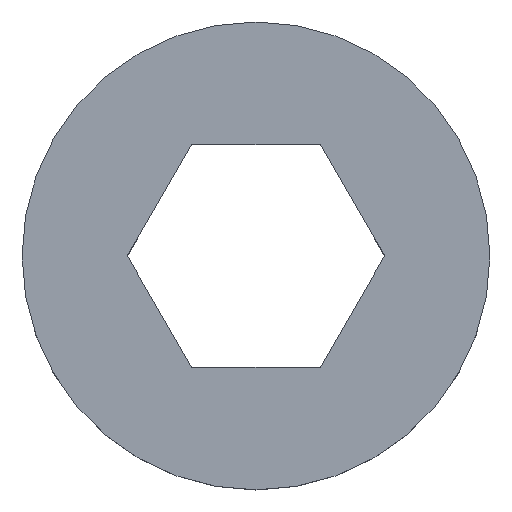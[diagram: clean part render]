
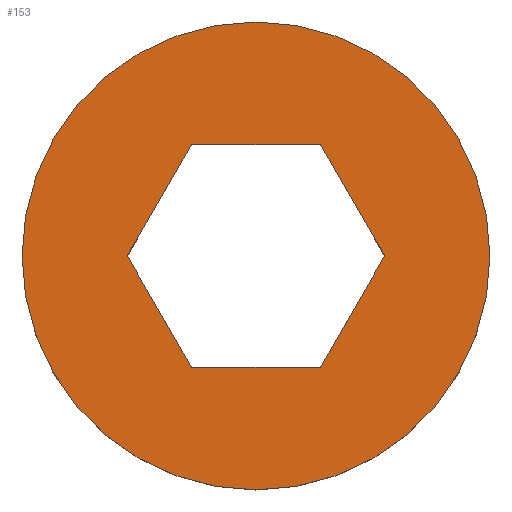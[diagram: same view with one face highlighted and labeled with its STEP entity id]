
A CAD part, top view. The second image highlights one B-rep face of the part: STEP entity #153.
In plain terms, the highlighted planar face has unit normal (0, 0, 1).
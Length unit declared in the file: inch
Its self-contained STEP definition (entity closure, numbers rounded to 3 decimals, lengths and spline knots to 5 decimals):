
#4 = CIRCLE ( 'NONE', #177, 0.3937 ) ;
#10 = VECTOR ( 'NONE', #204, 39.37008 ) ;
#17 = EDGE_CURVE ( 'NONE', #70, #216, #128, .T. ) ;
#22 = CARTESIAN_POINT ( 'NONE',  ( 0.10825, -0.1875, 0.125 ) ) ;
#31 = LINE ( 'NONE', #58, #290 ) ;
#32 = DIRECTION ( 'NONE',  ( -0.5, -0.866, 0. ) ) ;
#33 = VECTOR ( 'NONE', #152, 39.37008 ) ;
#39 = EDGE_CURVE ( 'NONE', #125, #114, #79, .T. ) ;
#41 = EDGE_CURVE ( 'NONE', #266, #70, #274, .T. ) ;
#43 = AXIS2_PLACEMENT_3D ( 'NONE', #64, #155, #255 ) ;
#48 = ORIENTED_EDGE ( 'NONE', *, *, #146, .F. ) ;
#50 = CARTESIAN_POINT ( 'NONE',  ( 0.10825, 0.1875, 0.125 ) ) ;
#53 = CARTESIAN_POINT ( 'NONE',  ( 0.10825, -0.1875, 0.125 ) ) ;
#54 = EDGE_CURVE ( 'NONE', #271, #266, #31, .T. ) ;
#58 = CARTESIAN_POINT ( 'NONE',  ( -0.10825, -0.1875, 0.125 ) ) ;
#62 = ORIENTED_EDGE ( 'NONE', *, *, #54, .F. ) ;
#64 = CARTESIAN_POINT ( 'NONE',  ( 0., 0., 0.125 ) ) ;
#70 = VERTEX_POINT ( 'NONE', #220 ) ;
#73 = CARTESIAN_POINT ( 'NONE',  ( 0.21651, 0., 0.125 ) ) ;
#76 = DIRECTION ( 'NONE',  ( 1., 0., 0. ) ) ;
#79 = LINE ( 'NONE', #115, #304 ) ;
#80 = ORIENTED_EDGE ( 'NONE', *, *, #299, .T. ) ;
#82 = CARTESIAN_POINT ( 'NONE',  ( -0.10825, 0.1875, 0.125 ) ) ;
#91 = CARTESIAN_POINT ( 'NONE',  ( -0.10825, -0.1875, 0.125 ) ) ;
#101 = LINE ( 'NONE', #50, #10 ) ;
#114 = VERTEX_POINT ( 'NONE', #186 ) ;
#115 = CARTESIAN_POINT ( 'NONE',  ( -0.10825, 0.1875, 0.125 ) ) ;
#116 = DIRECTION ( 'NONE',  ( 1., 0., 0. ) ) ;
#123 = FACE_BOUND ( 'NONE', #191, .T. ) ;
#125 = VERTEX_POINT ( 'NONE', #82 ) ;
#128 = LINE ( 'NONE', #73, #33 ) ;
#134 = ORIENTED_EDGE ( 'NONE', *, *, #41, .F. ) ;
#138 = CARTESIAN_POINT ( 'NONE',  ( 0., 0., 0.125 ) ) ;
#139 = DIRECTION ( 'NONE',  ( 0., 0., 1. ) ) ;
#146 = EDGE_CURVE ( 'NONE', #216, #125, #101, .T. ) ;
#152 = DIRECTION ( 'NONE',  ( -0.5, 0.866, 0. ) ) ;
#153 = ADVANCED_FACE ( 'NONE', ( #285, #123 ), #286, .T. ) ;
#155 = DIRECTION ( 'NONE',  ( 0., 0., 1. ) ) ;
#165 = VECTOR ( 'NONE', #245, 39.37008 ) ;
#175 = LINE ( 'NONE', #241, #230 ) ;
#177 = AXIS2_PLACEMENT_3D ( 'NONE', #138, #139, #116 ) ;
#186 = CARTESIAN_POINT ( 'NONE',  ( -0.21651, 0., 0.125 ) ) ;
#191 = EDGE_LOOP ( 'NONE', ( #227, #134, #62, #207, #215, #48 ) ) ;
#200 = EDGE_CURVE ( 'NONE', #114, #271, #175, .T. ) ;
#204 = DIRECTION ( 'NONE',  ( -1., 0., 0. ) ) ;
#207 = ORIENTED_EDGE ( 'NONE', *, *, #200, .F. ) ;
#208 = CARTESIAN_POINT ( 'NONE',  ( 0.10825, 0.1875, 0.125 ) ) ;
#210 = DIRECTION ( 'NONE',  ( 0.5, -0.866, 0. ) ) ;
#215 = ORIENTED_EDGE ( 'NONE', *, *, #39, .F. ) ;
#216 = VERTEX_POINT ( 'NONE', #208 ) ;
#220 = CARTESIAN_POINT ( 'NONE',  ( 0.21651, 0., 0.125 ) ) ;
#227 = ORIENTED_EDGE ( 'NONE', *, *, #17, .F. ) ;
#230 = VECTOR ( 'NONE', #210, 39.37008 ) ;
#237 = VERTEX_POINT ( 'NONE', #287 ) ;
#241 = CARTESIAN_POINT ( 'NONE',  ( -0.21651, 0., 0.125 ) ) ;
#245 = DIRECTION ( 'NONE',  ( 0.5, 0.866, 0. ) ) ;
#255 = DIRECTION ( 'NONE',  ( 1., 0., 0. ) ) ;
#261 = EDGE_LOOP ( 'NONE', ( #80 ) ) ;
#266 = VERTEX_POINT ( 'NONE', #22 ) ;
#271 = VERTEX_POINT ( 'NONE', #91 ) ;
#274 = LINE ( 'NONE', #53, #165 ) ;
#285 = FACE_OUTER_BOUND ( 'NONE', #261, .T. ) ;
#286 = PLANE ( 'NONE',  #43 ) ;
#287 = CARTESIAN_POINT ( 'NONE',  ( 0.3937, 0., 0.125 ) ) ;
#290 = VECTOR ( 'NONE', #76, 39.37008 ) ;
#299 = EDGE_CURVE ( 'NONE', #237, #237, #4, .T. ) ;
#304 = VECTOR ( 'NONE', #32, 39.37008 ) ;
